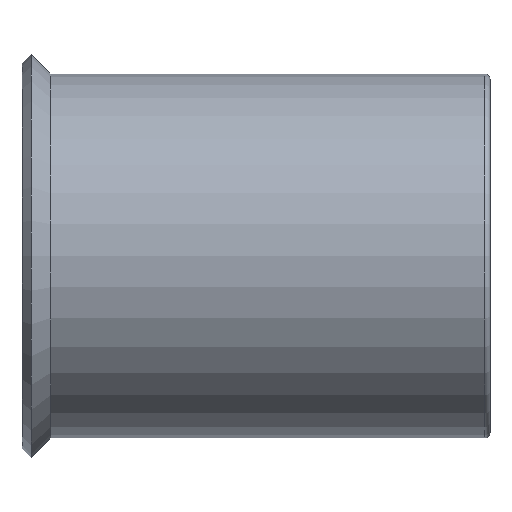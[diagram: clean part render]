
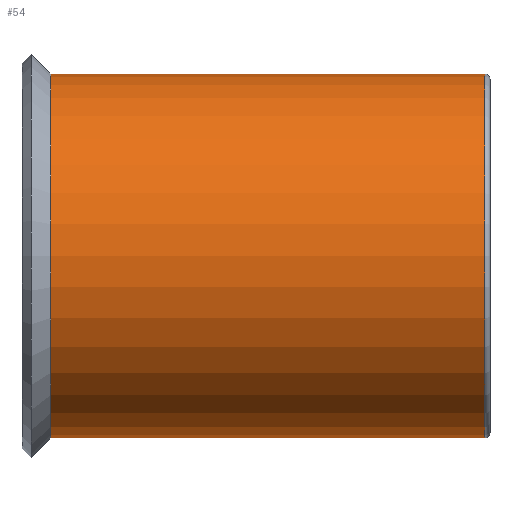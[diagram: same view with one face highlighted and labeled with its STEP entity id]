
A CAD part, top view. The second image highlights one B-rep face of the part: STEP entity #54.
In plain terms, the highlighted cylindrical face has radius 7 mm (diameter 14 mm), a partial arc.
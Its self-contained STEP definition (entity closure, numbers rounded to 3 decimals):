
#54=ADVANCED_FACE('',(#77),#78,.T.);
#77=FACE_OUTER_BOUND('',#104,.T.);
#78=CYLINDRICAL_SURFACE('',#105,7.0);
#104=EDGE_LOOP('',(#170,#171,#172,#173));
#105=AXIS2_PLACEMENT_3D('',#174,#175,#176);
#170=ORIENTED_EDGE('',*,*,#224,.T.);
#171=ORIENTED_EDGE('',*,*,#225,.F.);
#172=ORIENTED_EDGE('',*,*,#223,.F.);
#173=ORIENTED_EDGE('',*,*,#226,.T.);
#174=CARTESIAN_POINT('',(-1.254,0.0,0.0));
#175=DIRECTION('',(-1.0,-0.0,0.0));
#176=DIRECTION('',(0.0,-1.0,0.0));
#223=EDGE_CURVE('',#259,#257,#261,.T.);
#224=EDGE_CURVE('',#262,#263,#264,.T.);
#225=EDGE_CURVE('',#257,#263,#265,.T.);
#226=EDGE_CURVE('',#259,#262,#266,.T.);
#257=VERTEX_POINT('',#303);
#259=VERTEX_POINT('',#305);
#261=CIRCLE('',#307,7.0);
#262=VERTEX_POINT('',#308);
#263=VERTEX_POINT('',#309);
#264=CIRCLE('',#310,7.0);
#265=LINE('',#311,#312);
#266=LINE('',#313,#314);
#303=CARTESIAN_POINT('',(17.446,-7.0,0.0));
#305=CARTESIAN_POINT('',(17.446,7.0,0.0));
#307=AXIS2_PLACEMENT_3D('',#363,#364,#365);
#308=CARTESIAN_POINT('',(0.75,7.0,0.0));
#309=CARTESIAN_POINT('',(0.75,-7.0,0.0));
#310=AXIS2_PLACEMENT_3D('',#366,#367,#368);
#311=CARTESIAN_POINT('',(17.446,-7.0,0.0));
#312=VECTOR('',#369,16.696);
#313=CARTESIAN_POINT('',(17.446,7.0,0.0));
#314=VECTOR('',#370,16.696);
#363=CARTESIAN_POINT('',(17.446,0.0,0.0));
#364=DIRECTION('',(1.0,0.0,0.0));
#365=DIRECTION('',(0.0,1.0,0.0));
#366=CARTESIAN_POINT('',(0.75,0.0,0.0));
#367=DIRECTION('',(1.0,0.0,0.0));
#368=DIRECTION('',(0.0,1.0,0.0));
#369=DIRECTION('',(-1.0,0.0,0.0));
#370=DIRECTION('',(-1.0,0.0,0.0));
